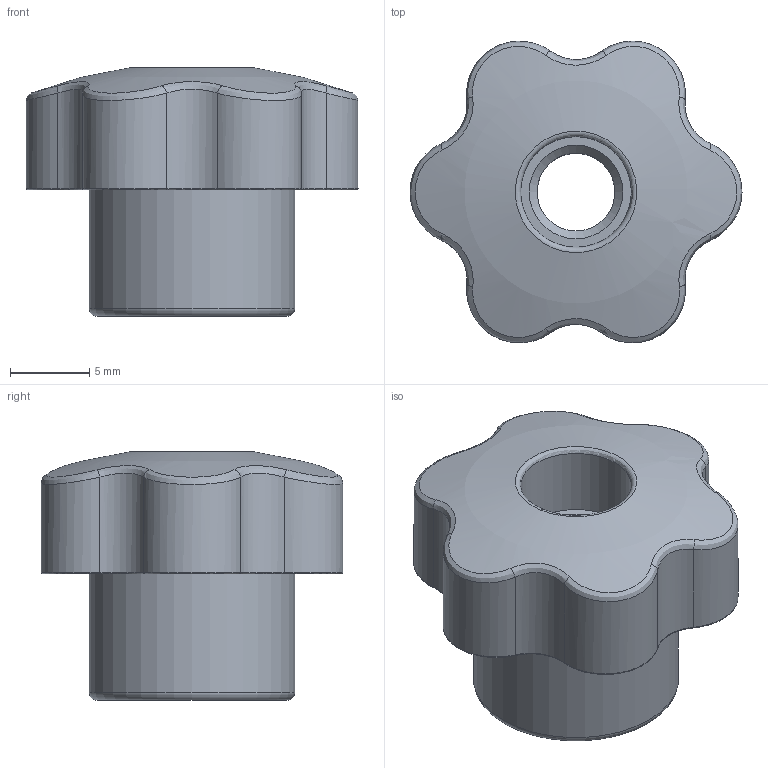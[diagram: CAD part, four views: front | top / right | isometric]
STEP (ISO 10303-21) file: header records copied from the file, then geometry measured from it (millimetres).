
FILE_DESCRIPTION( ( 'Unknown' ), '1' );
FILE_NAME( '6329105_VSB21_FP_M06.stp', 'Unknown', ( 'Unknown' ), ( 'Unknown' ), 'PSStep 11.0', 'Unknown', ' ' );
FILE_SCHEMA( ( 'AUTOMOTIVE_DESIGN { 1 0 10303 214 1 1 1 1 }' ) );
Length unit declared in the file: millimetre
Products named in the file (1): 6329105
Bounding box: 21 x 19.08 x 15.74 mm (x, y, z)
Volume: 2718.1 mm3; surface area: 1540.4 mm2
Topology: 1 solids, 1 shells, 47 faces, 106 edges, 62 vertices
Faces by surface type: cylinder 15, torus 14, bspline 12, plane 3, cone 2, sphere 1
Full cylindrical faces by diameter (mm): 4.917 x1, 7 x1, 13 x1
Entity records: 5118 total; most frequent: CARTESIAN_POINT 3784, DIRECTION 200, ORIENTED_EDGE 188, AXIS2_PLACEMENT_3D 94, EDGE_CURVE 94, EDGE_LOOP 58, VERTEX_POINT 58, CIRCLE 58
